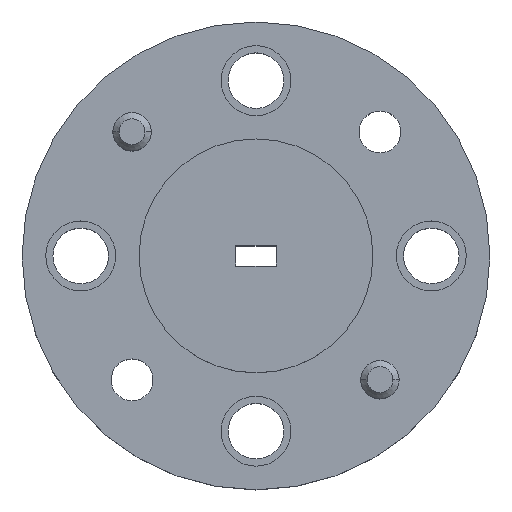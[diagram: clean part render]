
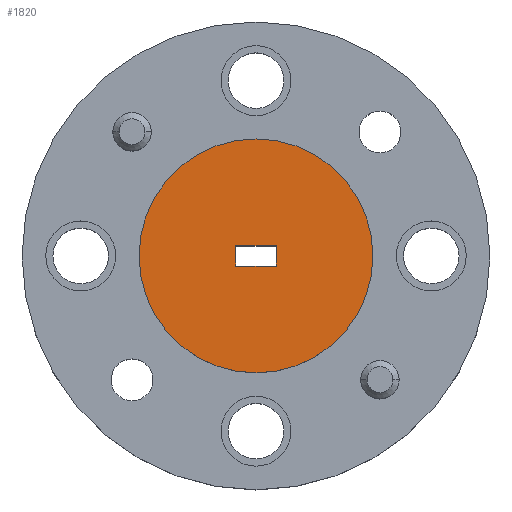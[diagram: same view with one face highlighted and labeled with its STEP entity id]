
A CAD part, top view. The second image highlights one B-rep face of the part: STEP entity #1820.
In plain terms, the highlighted planar face has unit normal (0, 0, 1).
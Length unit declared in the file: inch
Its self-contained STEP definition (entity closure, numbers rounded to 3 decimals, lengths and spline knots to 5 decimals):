
#21 = FACE_OUTER_BOUND ( 'NONE', #771, .T. ) ;
#27 = VERTEX_POINT ( 'NONE', #1794 ) ;
#58 = FACE_BOUND ( 'NONE', #2189, .T. ) ;
#68 = DIRECTION ( 'NONE',  ( 1., 0., 0. ) ) ;
#87 = VERTEX_POINT ( 'NONE', #546 ) ;
#123 = VECTOR ( 'NONE', #2306, 39.37008 ) ;
#221 = CARTESIAN_POINT ( 'NONE',  ( 0., 0., 0.037 ) ) ;
#261 = DIRECTION ( 'NONE',  ( 0., -1., 0. ) ) ;
#313 = CIRCLE ( 'NONE', #704, 0.1875 ) ;
#478 = CIRCLE ( 'NONE', #2248, 0.1875 ) ;
#517 = DIRECTION ( 'NONE',  ( 0., 0., 1. ) ) ;
#524 = ORIENTED_EDGE ( 'NONE', *, *, #1027, .T. ) ;
#546 = CARTESIAN_POINT ( 'NONE',  ( 0.0325, 0.01625, 0.037 ) ) ;
#618 = DIRECTION ( 'NONE',  ( 1., 0., 0. ) ) ;
#639 = VECTOR ( 'NONE', #261, 39.37008 ) ;
#657 = CARTESIAN_POINT ( 'NONE',  ( 0., 0., 0.037 ) ) ;
#703 = EDGE_CURVE ( 'NONE', #1487, #87, #801, .T. ) ;
#704 = AXIS2_PLACEMENT_3D ( 'NONE', #221, #774, #618 ) ;
#736 = VERTEX_POINT ( 'NONE', #1959 ) ;
#771 = EDGE_LOOP ( 'NONE', ( #1956, #524 ) ) ;
#774 = DIRECTION ( 'NONE',  ( 0., 0., 1. ) ) ;
#801 = LINE ( 'NONE', #1557, #123 ) ;
#813 = PLANE ( 'NONE',  #2099 ) ;
#927 = CARTESIAN_POINT ( 'NONE',  ( -0.1875, 0., 0.037 ) ) ;
#972 = ORIENTED_EDGE ( 'NONE', *, *, #703, .F. ) ;
#998 = CARTESIAN_POINT ( 'NONE',  ( -0.0325, -0.01625, 0.037 ) ) ;
#1027 = EDGE_CURVE ( 'NONE', #736, #1370, #313, .T. ) ;
#1169 = DIRECTION ( 'NONE',  ( 1., 0., 0. ) ) ;
#1193 = LINE ( 'NONE', #1641, #639 ) ;
#1197 = DIRECTION ( 'NONE',  ( 0., 0., 1. ) ) ;
#1207 = DIRECTION ( 'NONE',  ( 1., 0., 0. ) ) ;
#1217 = EDGE_CURVE ( 'NONE', #1370, #736, #478, .T. ) ;
#1285 = EDGE_CURVE ( 'NONE', #27, #2198, #1193, .T. ) ;
#1308 = VECTOR ( 'NONE', #1713, 39.37008 ) ;
#1370 = VERTEX_POINT ( 'NONE', #927 ) ;
#1487 = VERTEX_POINT ( 'NONE', #2321 ) ;
#1531 = CARTESIAN_POINT ( 'NONE',  ( -0.0325, 0.01625, 0.037 ) ) ;
#1540 = CARTESIAN_POINT ( 'NONE',  ( -0.0325, -0.01625, 0.037 ) ) ;
#1557 = CARTESIAN_POINT ( 'NONE',  ( 0.0325, -0.01625, 0.037 ) ) ;
#1561 = ORIENTED_EDGE ( 'NONE', *, *, #1285, .F. ) ;
#1569 = CARTESIAN_POINT ( 'NONE',  ( 0., 0., 0.037 ) ) ;
#1641 = CARTESIAN_POINT ( 'NONE',  ( -0.0325, -0.01625, 0.037 ) ) ;
#1669 = ORIENTED_EDGE ( 'NONE', *, *, #2254, .F. ) ;
#1681 = ORIENTED_EDGE ( 'NONE', *, *, #2169, .F. ) ;
#1713 = DIRECTION ( 'NONE',  ( -1., 0., 0. ) ) ;
#1794 = CARTESIAN_POINT ( 'NONE',  ( -0.0325, 0.01625, 0.037 ) ) ;
#1820 = ADVANCED_FACE ( 'NONE', ( #58, #21 ), #813, .T. ) ;
#1956 = ORIENTED_EDGE ( 'NONE', *, *, #1217, .T. ) ;
#1959 = CARTESIAN_POINT ( 'NONE',  ( 0.1875, 0., 0.037 ) ) ;
#2099 = AXIS2_PLACEMENT_3D ( 'NONE', #1569, #1197, #68 ) ;
#2133 = LINE ( 'NONE', #1531, #1308 ) ;
#2169 = EDGE_CURVE ( 'NONE', #2198, #1487, #2315, .T. ) ;
#2189 = EDGE_LOOP ( 'NONE', ( #972, #1681, #1561, #1669 ) ) ;
#2198 = VERTEX_POINT ( 'NONE', #1540 ) ;
#2248 = AXIS2_PLACEMENT_3D ( 'NONE', #657, #517, #1207 ) ;
#2254 = EDGE_CURVE ( 'NONE', #87, #27, #2133, .T. ) ;
#2299 = VECTOR ( 'NONE', #1169, 39.37008 ) ;
#2306 = DIRECTION ( 'NONE',  ( 0., 1., 0. ) ) ;
#2315 = LINE ( 'NONE', #998, #2299 ) ;
#2321 = CARTESIAN_POINT ( 'NONE',  ( 0.0325, -0.01625, 0.037 ) ) ;
